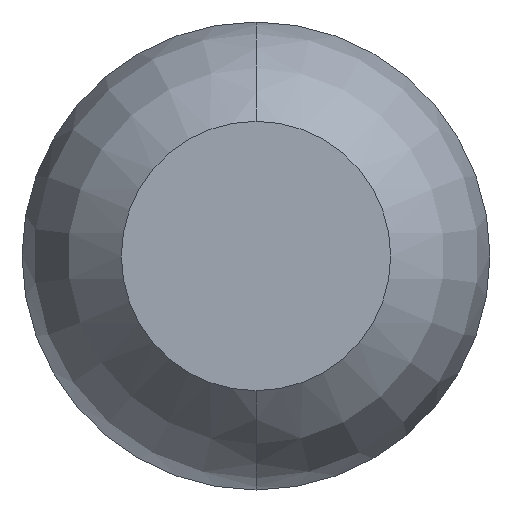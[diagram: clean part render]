
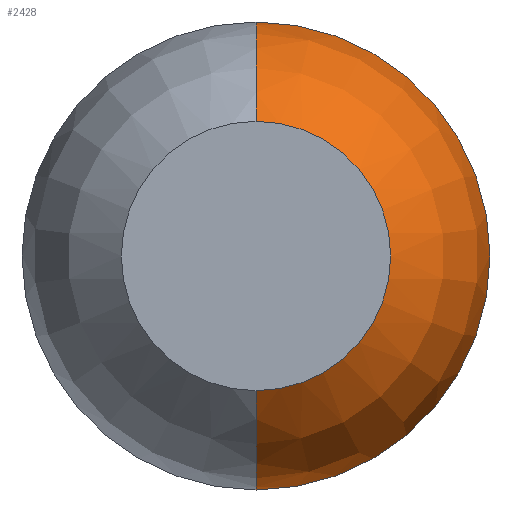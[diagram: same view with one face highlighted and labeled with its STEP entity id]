
A CAD part, front view. The second image highlights one B-rep face of the part: STEP entity #2428.
In plain terms, the highlighted toroidal (fillet/blend) face has major radius 0.005 mm and minor radius 1.01 mm.
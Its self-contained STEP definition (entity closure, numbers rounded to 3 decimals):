
#109 = ORIENTED_EDGE ( 'NONE', *, *, #733, .F. ) ;
#508 = AXIS2_PLACEMENT_3D ( 'NONE', #2809, #800, #1835 ) ;
#522 = DIRECTION ( 'NONE',  ( 0., 0., 1. ) ) ;
#565 = EDGE_LOOP ( 'NONE', ( #3316, #3375, #2550, #109 ) ) ;
#642 = CIRCLE ( 'NONE', #845, 1.015 ) ;
#661 = CARTESIAN_POINT ( 'NONE',  ( 0., -24.7, 0. ) ) ;
#677 = DIRECTION ( 'NONE',  ( 0., -1., 0. ) ) ;
#716 = CARTESIAN_POINT ( 'NONE',  ( 0., -23.873, 0. ) ) ;
#733 = EDGE_CURVE ( 'NONE', #3514, #1684, #3524, .T. ) ;
#800 = DIRECTION ( 'NONE',  ( 0., 1., 0. ) ) ;
#845 = AXIS2_PLACEMENT_3D ( 'NONE', #716, #3359, #1383 ) ;
#1007 = EDGE_CURVE ( 'Defeature ausgef�hrt1_8+Defeature ausgef�hrt1_7+Defeature ausgef�hrt1_7+Defeature ausgef�hrt1_7', #1684, #3386, #642, .T. ) ;
#1056 = CARTESIAN_POINT ( 'NONE',  ( 0., -23.873, 1.015 ) ) ;
#1075 = CIRCLE ( 'NONE', #2996, 0.584 ) ;
#1198 = CARTESIAN_POINT ( 'NONE',  ( 0., -24.7, 0.584 ) ) ;
#1372 = AXIS2_PLACEMENT_3D ( 'NONE', #3872, #3554, #522 ) ;
#1383 = DIRECTION ( 'NONE',  ( 0., 0., 1. ) ) ;
#1394 = EDGE_CURVE ( 'NONE', #3441, #3386, #1705, .T. ) ;
#1684 = VERTEX_POINT ( 'NONE', #1056 ) ;
#1705 = CIRCLE ( 'NONE', #2560, 1.01 ) ;
#1835 = DIRECTION ( 'NONE',  ( 0., 0., 1. ) ) ;
#1848 = CARTESIAN_POINT ( 'NONE',  ( 0., -24.7, -0.584 ) ) ;
#1946 = EDGE_CURVE ( 'Defeature ausgef�hrt1_12+Defeature ausgef�hrt1_7+Defeature ausgef�hrt1_7+Defeature ausgef�hrt1_7', #3441, #3514, #1075, .T. ) ;
#2137 = CARTESIAN_POINT ( 'NONE',  ( 0., -23.873, -1.015 ) ) ;
#2328 = FACE_OUTER_BOUND ( 'NONE', #565, .T. ) ;
#2405 = DIRECTION ( 'NONE',  ( 0., 0., -1. ) ) ;
#2428 = ADVANCED_FACE ( 'Defeature ausgef�hrt1_7', ( #2328 ), #3786, .T. ) ;
#2550 = ORIENTED_EDGE ( 'NONE', *, *, #1007, .F. ) ;
#2560 = AXIS2_PLACEMENT_3D ( 'NONE', #2698, #4056, #2405 ) ;
#2698 = CARTESIAN_POINT ( 'NONE',  ( 0., -23.873, -0.005 ) ) ;
#2809 = CARTESIAN_POINT ( 'NONE',  ( 0., -23.873, 0. ) ) ;
#2996 = AXIS2_PLACEMENT_3D ( 'NONE', #661, #677, #3002 ) ;
#3002 = DIRECTION ( 'NONE',  ( 0., 0., -1. ) ) ;
#3316 = ORIENTED_EDGE ( 'NONE', *, *, #1946, .F. ) ;
#3359 = DIRECTION ( 'NONE',  ( 0., 1., 0. ) ) ;
#3375 = ORIENTED_EDGE ( 'NONE', *, *, #1394, .T. ) ;
#3386 = VERTEX_POINT ( 'NONE', #2137 ) ;
#3441 = VERTEX_POINT ( 'NONE', #1848 ) ;
#3514 = VERTEX_POINT ( 'NONE', #1198 ) ;
#3524 = CIRCLE ( 'NONE', #1372, 1.01 ) ;
#3554 = DIRECTION ( 'NONE',  ( -1., 0., 0. ) ) ;
#3786 = TOROIDAL_SURFACE ( 'NONE', #508, 0.005, 1.01 ) ;
#3872 = CARTESIAN_POINT ( 'NONE',  ( 0., -23.873, 0.005 ) ) ;
#4056 = DIRECTION ( 'NONE',  ( 1., 0., 0. ) ) ;
